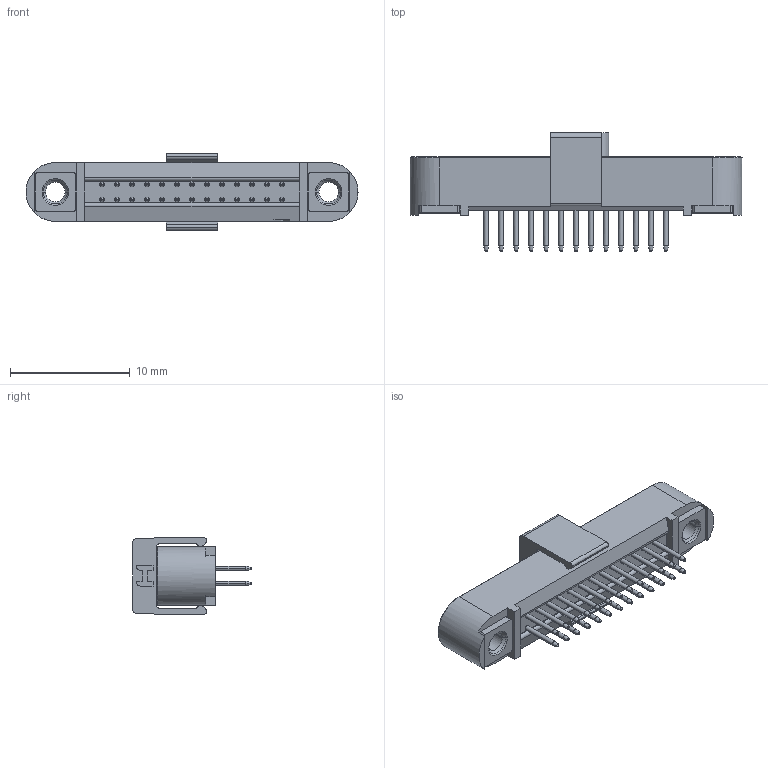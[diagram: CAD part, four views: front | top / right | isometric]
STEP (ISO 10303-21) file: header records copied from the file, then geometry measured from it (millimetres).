
FILE_DESCRIPTION((''),'2;1');
FILE_NAME('G125-MV12605M1P-00_ASM','2018-09-12T10:07:11',('fmcgowan'),(''),'CREO PARAMETRIC BY PTC INC, 2017380','CREO PARAMETRIC BY PTC INC, 2017380','');
FILE_SCHEMA(('CONFIG_CONTROL_DESIGN','SHAPE_APPEARANCE_LAYERS_GROUPS'));
Length unit declared in the file: millimetre
Products named in the file (6): G125-3212696; G125-1030000; G125-5000098_CAP_AF5; G125-4620000; G125_LASER_HARWIN; G125-MV12605M1P-00_ASM
Assembly tree (31 placements, depth 2):
  G125-MV12605M1P-00_ASM
    G125-3212696
    G125-1030000  x26
    G125-5000098_CAP_AF5
    G125-4620000  x2
    G125_LASER_HARWIN
Bounding box: 27.7 x 9.9 x 6.41 mm (x, y, z)
Volume: 454.2 mm3; surface area: 1378.4 mm2
Topology: 38 solids, 40 shells, 3439 faces, 7975 edges, 4630 vertices
Faces by surface type: bspline 2080, plane 522, torus 468, cylinder 343, cone 26
Entity records: 23425 total; most frequent: CARTESIAN_POINT 6245, ORIENTED_EDGE 2814, DIRECTION 2803, EDGE_CURVE 1409, PRESENTATION_STYLE_ASSIGNMENT 1150, STYLED_ITEM 1150, CURVE_STYLE 1145, AXIS2_PLACEMENT_3D 1010
